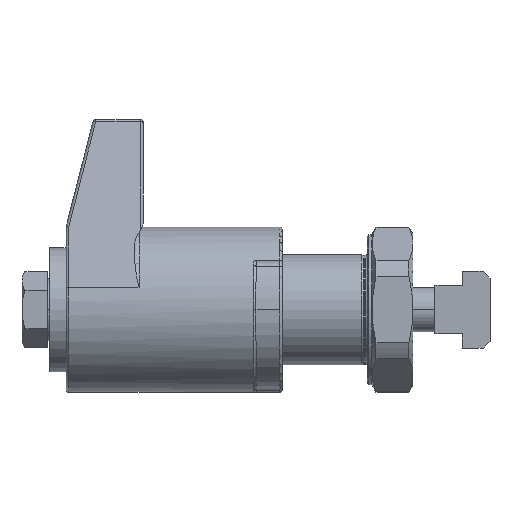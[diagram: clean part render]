
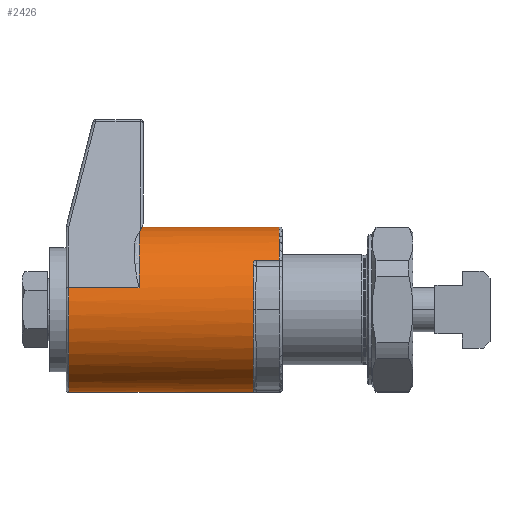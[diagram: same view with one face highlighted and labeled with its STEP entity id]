
A CAD part, left-side view. The second image highlights one B-rep face of the part: STEP entity #2426.
In plain terms, the highlighted cylindrical face has radius 30 mm (diameter 60 mm), a partial arc.
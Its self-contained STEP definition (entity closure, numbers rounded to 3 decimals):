
#36 = DIRECTION ( 'NONE',  ( 0., 0., 1. ) ) ;
#93 = ORIENTED_EDGE ( 'NONE', *, *, #6357, .T. ) ;
#116 = ORIENTED_EDGE ( 'NONE', *, *, #4135, .T. ) ;
#182 = CARTESIAN_POINT ( 'NONE',  ( -28.909, 42.5, 8.016 ) ) ;
#184 = ORIENTED_EDGE ( 'NONE', *, *, #338, .T. ) ;
#248 = CARTESIAN_POINT ( 'NONE',  ( -24.211, -24.78, 17.716 ) ) ;
#338 = EDGE_CURVE ( 'NONE', #2015, #1857, #2160, .T. ) ;
#375 = VERTEX_POINT ( 'NONE', #5624 ) ;
#416 = CARTESIAN_POINT ( 'NONE',  ( -3.445, -24.5, -29.802 ) ) ;
#419 = CARTESIAN_POINT ( 'NONE',  ( 0., 33., 30. ) ) ;
#456 = DIRECTION ( 'NONE',  ( 0., 1., 0. ) ) ;
#486 = AXIS2_PLACEMENT_3D ( 'NONE', #5618, #2782, #2825 ) ;
#533 = CARTESIAN_POINT ( 'NONE',  ( -2.042, -24.682, -29.931 ) ) ;
#730 = VERTEX_POINT ( 'NONE', #2925 ) ;
#831 = LINE ( 'NONE', #3124, #7116 ) ;
#904 = EDGE_LOOP ( 'NONE', ( #2796, #3106, #7190, #5940, #2488, #1450, #184, #93, #116, #915, #929, #6057, #3759 ) ) ;
#915 = ORIENTED_EDGE ( 'NONE', *, *, #3308, .T. ) ;
#929 = ORIENTED_EDGE ( 'NONE', *, *, #6136, .F. ) ;
#971 = CARTESIAN_POINT ( 'NONE',  ( -24.318, -24.674, 17.569 ) ) ;
#1002 = CARTESIAN_POINT ( 'NONE',  ( -1.5, -25.5, -29.962 ) ) ;
#1037 = VECTOR ( 'NONE', #3422, 1000. ) ;
#1043 = CIRCLE ( 'NONE', #3578, 30. ) ;
#1066 = DIRECTION ( 'NONE',  ( 0., -1., 0. ) ) ;
#1225 = VECTOR ( 'NONE', #1642, 1000. ) ;
#1435 = VERTEX_POINT ( 'NONE', #5702 ) ;
#1450 = ORIENTED_EDGE ( 'NONE', *, *, #6516, .T. ) ;
#1495 = VERTEX_POINT ( 'NONE', #182 ) ;
#1520 = CARTESIAN_POINT ( 'NONE',  ( -30., -24.5, 0. ) ) ;
#1532 = CARTESIAN_POINT ( 'NONE',  ( -28.909, 15.5, 8.016 ) ) ;
#1553 = LINE ( 'NONE', #2777, #7125 ) ;
#1560 = CARTESIAN_POINT ( 'NONE',  ( -25.007, -24.5, 16.573 ) ) ;
#1611 = CARTESIAN_POINT ( 'NONE',  ( 0., 17., 30. ) ) ;
#1642 = DIRECTION ( 'NONE',  ( 0., 1., 0. ) ) ;
#1857 = VERTEX_POINT ( 'NONE', #7336 ) ;
#1920 = CIRCLE ( 'NONE', #2048, 30. ) ;
#1928 = CIRCLE ( 'NONE', #6006, 30. ) ;
#2015 = VERTEX_POINT ( 'NONE', #3742 ) ;
#2042 = VERTEX_POINT ( 'NONE', #2600 ) ;
#2048 = AXIS2_PLACEMENT_3D ( 'NONE', #7016, #2312, #5216 ) ;
#2092 = CARTESIAN_POINT ( 'NONE',  ( -24.663, -24.519, 17.082 ) ) ;
#2102 = EDGE_CURVE ( 'NONE', #1495, #2626, #3119, .T. ) ;
#2159 = CARTESIAN_POINT ( 'NONE',  ( -24., -25.5, 18. ) ) ;
#2160 = B_SPLINE_CURVE_WITH_KNOTS ( 'NONE', 3,
 ( #6534, #1560, #2203, #2092, #2754, #971, #248, #7326, #3279, #2159 ),
 .UNSPECIFIED., .F., .F.,
 ( 4, 2, 2, 2, 4 ),
 ( 0., 0.001, 0.001, 0.002, 0.002 ),
 .UNSPECIFIED. ) ;
#2183 = FACE_OUTER_BOUND ( 'NONE', #904, .T. ) ;
#2193 = CARTESIAN_POINT ( 'NONE',  ( -3.038, -24.498, -29.846 ) ) ;
#2203 = CARTESIAN_POINT ( 'NONE',  ( -24.893, -24.498, 16.744 ) ) ;
#2263 = CYLINDRICAL_SURFACE ( 'NONE', #6338, 30. ) ;
#2312 = DIRECTION ( 'NONE',  ( 0., 1., 0. ) ) ;
#2338 = CARTESIAN_POINT ( 'NONE',  ( 0., -34., 0. ) ) ;
#2426 = ADVANCED_FACE ( 'NONE', ( #2183 ), #2263, .T. ) ;
#2461 = DIRECTION ( 'NONE',  ( 0., 0., 1. ) ) ;
#2488 = ORIENTED_EDGE ( 'NONE', *, *, #3965, .T. ) ;
#2600 = CARTESIAN_POINT ( 'NONE',  ( 0., -34., -30. ) ) ;
#2626 = VERTEX_POINT ( 'NONE', #6187 ) ;
#2748 = CARTESIAN_POINT ( 'NONE',  ( -1.582, -25.09, -29.959 ) ) ;
#2754 = CARTESIAN_POINT ( 'NONE',  ( -24.544, -24.544, 17.252 ) ) ;
#2777 = CARTESIAN_POINT ( 'NONE',  ( -1.5, -24.5, -29.962 ) ) ;
#2782 = DIRECTION ( 'NONE',  ( 0., -1., 0. ) ) ;
#2796 = ORIENTED_EDGE ( 'NONE', *, *, #3179, .F. ) ;
#2823 = CARTESIAN_POINT ( 'NONE',  ( -2.428, -24.543, -29.902 ) ) ;
#2825 = DIRECTION ( 'NONE',  ( 0., 0., -1. ) ) ;
#2863 = EDGE_CURVE ( 'NONE', #4425, #1495, #6759, .T. ) ;
#2925 = CARTESIAN_POINT ( 'NONE',  ( -3.445, -24.5, -29.802 ) ) ;
#3106 = ORIENTED_EDGE ( 'NONE', *, *, #4100, .T. ) ;
#3119 = CIRCLE ( 'NONE', #486, 30. ) ;
#3124 = CARTESIAN_POINT ( 'NONE',  ( 0., 33., -30. ) ) ;
#3179 = EDGE_CURVE ( 'NONE', #2042, #2626, #831, .T. ) ;
#3279 = CARTESIAN_POINT ( 'NONE',  ( -24., -25.292, 18. ) ) ;
#3308 = EDGE_CURVE ( 'NONE', #375, #4984, #4951, .T. ) ;
#3374 = DIRECTION ( 'NONE',  ( 0., 0., 1. ) ) ;
#3379 = CARTESIAN_POINT ( 'NONE',  ( -1.5, -25.291, -29.962 ) ) ;
#3422 = DIRECTION ( 'NONE',  ( 0., -1., 0. ) ) ;
#3515 = CIRCLE ( 'NONE', #6860, 30. ) ;
#3578 = AXIS2_PLACEMENT_3D ( 'NONE', #3640, #5363, #6549 ) ;
#3612 = CARTESIAN_POINT ( 'NONE',  ( 0., -34., 0. ) ) ;
#3640 = CARTESIAN_POINT ( 'NONE',  ( 0., -24.5, 0. ) ) ;
#3742 = CARTESIAN_POINT ( 'NONE',  ( -25.12, -24.5, 16.401 ) ) ;
#3759 = ORIENTED_EDGE ( 'NONE', *, *, #2102, .T. ) ;
#3965 = EDGE_CURVE ( 'NONE', #730, #4695, #1920, .T. ) ;
#3978 = CARTESIAN_POINT ( 'NONE',  ( -1.867, -24.79, -29.942 ) ) ;
#4100 = EDGE_CURVE ( 'NONE', #2042, #1435, #3515, .T. ) ;
#4135 = EDGE_CURVE ( 'NONE', #6481, #375, #1928, .T. ) ;
#4425 = VERTEX_POINT ( 'NONE', #7288 ) ;
#4430 = CARTESIAN_POINT ( 'NONE',  ( -1.786, -24.857, -29.947 ) ) ;
#4505 = CARTESIAN_POINT ( 'NONE',  ( -2.632, -24.518, -29.885 ) ) ;
#4656 = CARTESIAN_POINT ( 'NONE',  ( -24., -34., 18. ) ) ;
#4681 = EDGE_CURVE ( 'NONE', #5411, #1435, #1553, .T. ) ;
#4695 = VERTEX_POINT ( 'NONE', #1520 ) ;
#4881 = AXIS2_PLACEMENT_3D ( 'NONE', #5841, #6907, #6982 ) ;
#4951 = LINE ( 'NONE', #419, #5569 ) ;
#4984 = VERTEX_POINT ( 'NONE', #1611 ) ;
#5044 = CARTESIAN_POINT ( 'NONE',  ( 0., 33., 0. ) ) ;
#5130 = CARTESIAN_POINT ( 'NONE',  ( -3.242, -24.5, -29.825 ) ) ;
#5174 = B_SPLINE_CURVE_WITH_KNOTS ( 'NONE', 3,
 ( #1002, #3379, #2748, #4430, #3978, #533, #7357, #2823, #4505, #2193, #5130, #416 ),
 .UNSPECIFIED., .F., .F.,
 ( 4, 2, 2, 2, 2, 4 ),
 ( 0., 0.001, 0.001, 0.001, 0.002, 0.002 ),
 .UNSPECIFIED. ) ;
#5216 = DIRECTION ( 'NONE',  ( 1., 0., 0. ) ) ;
#5363 = DIRECTION ( 'NONE',  ( 0., 1., 0. ) ) ;
#5411 = VERTEX_POINT ( 'NONE', #7280 ) ;
#5569 = VECTOR ( 'NONE', #456, 1000. ) ;
#5618 = CARTESIAN_POINT ( 'NONE',  ( 0., 42.5, 0. ) ) ;
#5624 = CARTESIAN_POINT ( 'NONE',  ( 0., -34., 30. ) ) ;
#5702 = CARTESIAN_POINT ( 'NONE',  ( -1.5, -34., -29.962 ) ) ;
#5755 = DIRECTION ( 'NONE',  ( 0., 1., 0. ) ) ;
#5841 = CARTESIAN_POINT ( 'NONE',  ( 0., 17., 0. ) ) ;
#5874 = DIRECTION ( 'NONE',  ( 0., 1., 0. ) ) ;
#5940 = ORIENTED_EDGE ( 'NONE', *, *, #6317, .T. ) ;
#6006 = AXIS2_PLACEMENT_3D ( 'NONE', #2338, #5755, #36 ) ;
#6057 = ORIENTED_EDGE ( 'NONE', *, *, #2863, .T. ) ;
#6136 = EDGE_CURVE ( 'NONE', #4425, #4984, #6800, .T. ) ;
#6187 = CARTESIAN_POINT ( 'NONE',  ( 0., 42.5, -30. ) ) ;
#6317 = EDGE_CURVE ( 'NONE', #5411, #730, #5174, .T. ) ;
#6338 = AXIS2_PLACEMENT_3D ( 'NONE', #5044, #6777, #3374 ) ;
#6357 = EDGE_CURVE ( 'NONE', #1857, #6481, #6658, .T. ) ;
#6481 = VERTEX_POINT ( 'NONE', #4656 ) ;
#6516 = EDGE_CURVE ( 'NONE', #4695, #2015, #1043, .T. ) ;
#6534 = CARTESIAN_POINT ( 'NONE',  ( -25.12, -24.5, 16.401 ) ) ;
#6549 = DIRECTION ( 'NONE',  ( 1., 0., 0. ) ) ;
#6560 = DIRECTION ( 'NONE',  ( 0., 1., 0. ) ) ;
#6658 = LINE ( 'NONE', #7388, #1037 ) ;
#6759 = LINE ( 'NONE', #1532, #1225 ) ;
#6777 = DIRECTION ( 'NONE',  ( 0., 1., 0. ) ) ;
#6800 = CIRCLE ( 'NONE', #4881, 30. ) ;
#6860 = AXIS2_PLACEMENT_3D ( 'NONE', #3612, #5874, #2461 ) ;
#6907 = DIRECTION ( 'NONE',  ( 0., 1., 0. ) ) ;
#6982 = DIRECTION ( 'NONE',  ( 0., 0., 1. ) ) ;
#7016 = CARTESIAN_POINT ( 'NONE',  ( 0., -24.5, 0. ) ) ;
#7116 = VECTOR ( 'NONE', #6560, 1000. ) ;
#7125 = VECTOR ( 'NONE', #1066, 1000. ) ;
#7190 = ORIENTED_EDGE ( 'NONE', *, *, #4681, .F. ) ;
#7280 = CARTESIAN_POINT ( 'NONE',  ( -1.5, -25.5, -29.962 ) ) ;
#7288 = CARTESIAN_POINT ( 'NONE',  ( -28.909, 17., 8.016 ) ) ;
#7326 = CARTESIAN_POINT ( 'NONE',  ( -24.049, -25.091, 17.935 ) ) ;
#7336 = CARTESIAN_POINT ( 'NONE',  ( -24., -25.5, 18. ) ) ;
#7357 = CARTESIAN_POINT ( 'NONE',  ( -2.135, -24.64, -29.924 ) ) ;
#7388 = CARTESIAN_POINT ( 'NONE',  ( -24., -24.5, 18. ) ) ;
